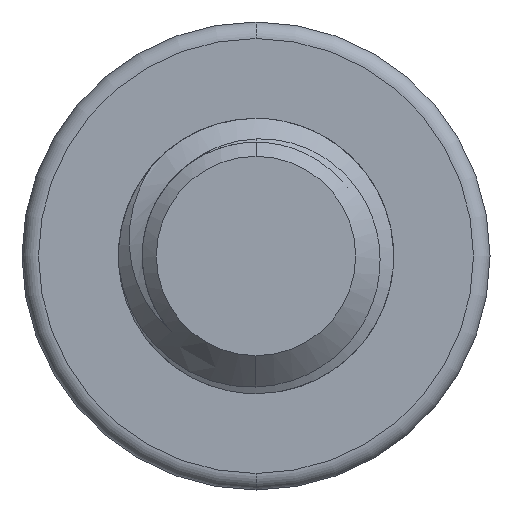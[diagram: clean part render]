
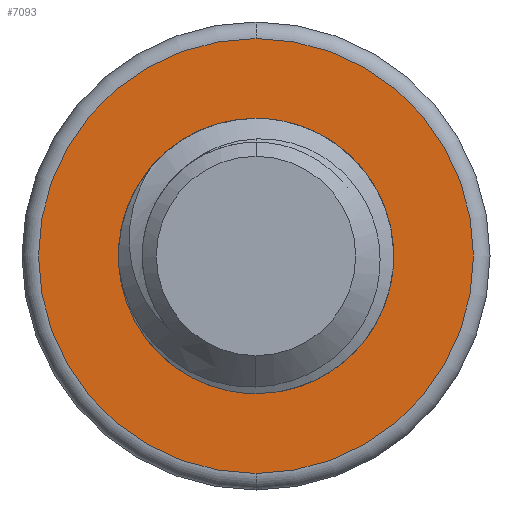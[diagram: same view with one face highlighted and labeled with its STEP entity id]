
A CAD part, front view. The second image highlights one B-rep face of the part: STEP entity #7093.
In plain terms, the highlighted planar face has unit normal (0, -1, 0).
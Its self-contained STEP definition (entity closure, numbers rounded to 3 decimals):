
#102 = CARTESIAN_POINT ( 'NONE',  ( 0., 45., -2.5 ) ) ;
#366 = CIRCLE ( 'NONE', #6323, 3.95 ) ;
#1157 = CARTESIAN_POINT ( 'NONE',  ( 0., 45., 0. ) ) ;
#1362 = AXIS2_PLACEMENT_3D ( 'NONE', #3490, #3990, #2360 ) ;
#1472 = AXIS2_PLACEMENT_3D ( 'NONE', #2200, #3862, #3902 ) ;
#1690 = PLANE ( 'NONE',  #1472 ) ;
#1858 = VERTEX_POINT ( 'NONE', #2363 ) ;
#2110 = DIRECTION ( 'NONE',  ( 0., 0., 1. ) ) ;
#2200 = CARTESIAN_POINT ( 'NONE',  ( 0., 45., 0. ) ) ;
#2340 = ORIENTED_EDGE ( 'NONE', *, *, #4122, .T. ) ;
#2360 = DIRECTION ( 'NONE',  ( 0., 0., 1. ) ) ;
#2363 = CARTESIAN_POINT ( 'NONE',  ( 0., 45., -3.95 ) ) ;
#2607 = EDGE_CURVE ( 'NONE', #1858, #4037, #3155, .T. ) ;
#2726 = CARTESIAN_POINT ( 'NONE',  ( 0., 45., 3.95 ) ) ;
#3014 = EDGE_CURVE ( 'NONE', #4037, #1858, #366, .T. ) ;
#3114 = CARTESIAN_POINT ( 'NONE',  ( 0., 45., 2.5 ) ) ;
#3121 = CARTESIAN_POINT ( 'NONE',  ( 0., 45., 0. ) ) ;
#3155 = CIRCLE ( 'NONE', #3398, 3.95 ) ;
#3220 = VERTEX_POINT ( 'NONE', #3114 ) ;
#3260 = ORIENTED_EDGE ( 'NONE', *, *, #3014, .T. ) ;
#3331 = FACE_OUTER_BOUND ( 'NONE', #3691, .T. ) ;
#3384 = DIRECTION ( 'NONE',  ( 0., -1., 0. ) ) ;
#3398 = AXIS2_PLACEMENT_3D ( 'NONE', #3121, #4248, #4176 ) ;
#3490 = CARTESIAN_POINT ( 'NONE',  ( 0., 45., 0. ) ) ;
#3691 = EDGE_LOOP ( 'NONE', ( #3260, #6208 ) ) ;
#3862 = DIRECTION ( 'NONE',  ( 0., 1., 0. ) ) ;
#3902 = DIRECTION ( 'NONE',  ( 0., 0., 1. ) ) ;
#3990 = DIRECTION ( 'NONE',  ( 0., 1., 0. ) ) ;
#4037 = VERTEX_POINT ( 'NONE', #2726 ) ;
#4122 = EDGE_CURVE ( 'NONE', #5397, #3220, #6213, .T. ) ;
#4176 = DIRECTION ( 'NONE',  ( 0., 0., 1. ) ) ;
#4248 = DIRECTION ( 'NONE',  ( 0., -1., 0. ) ) ;
#4262 = CIRCLE ( 'NONE', #1362, 2.5 ) ;
#4310 = ORIENTED_EDGE ( 'NONE', *, *, #5832, .T. ) ;
#5087 = DIRECTION ( 'NONE',  ( 0., 0., 1. ) ) ;
#5397 = VERTEX_POINT ( 'NONE', #102 ) ;
#5514 = EDGE_LOOP ( 'NONE', ( #2340, #4310 ) ) ;
#5558 = FACE_BOUND ( 'NONE', #5514, .T. ) ;
#5623 = CARTESIAN_POINT ( 'NONE',  ( 0., 45., 0. ) ) ;
#5644 = AXIS2_PLACEMENT_3D ( 'NONE', #5623, #7118, #2110 ) ;
#5832 = EDGE_CURVE ( 'NONE', #3220, #5397, #4262, .T. ) ;
#6208 = ORIENTED_EDGE ( 'NONE', *, *, #2607, .T. ) ;
#6213 = CIRCLE ( 'NONE', #5644, 2.5 ) ;
#6323 = AXIS2_PLACEMENT_3D ( 'NONE', #1157, #3384, #5087 ) ;
#7093 = ADVANCED_FACE ( 'NONE', ( #3331, #5558 ), #1690, .F. ) ;
#7118 = DIRECTION ( 'NONE',  ( 0., 1., 0. ) ) ;
